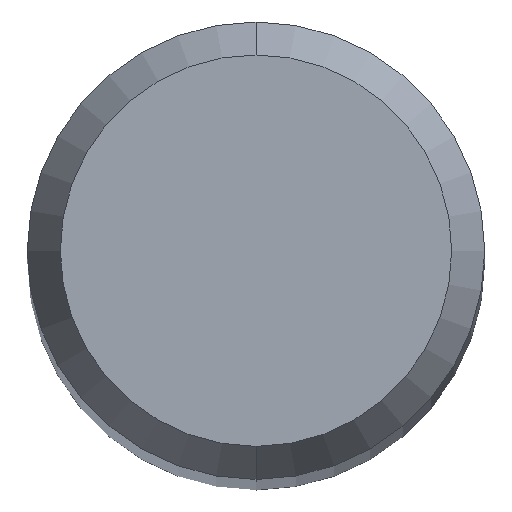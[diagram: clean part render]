
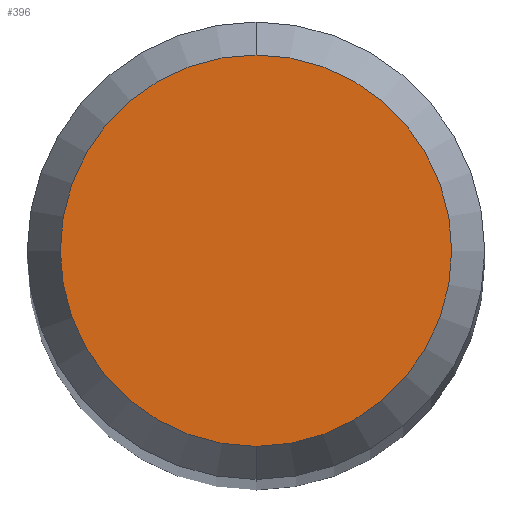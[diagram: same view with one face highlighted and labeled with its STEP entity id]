
A CAD part, top view. The second image highlights one B-rep face of the part: STEP entity #396.
In plain terms, the highlighted planar face has unit normal (0, 0, 1).
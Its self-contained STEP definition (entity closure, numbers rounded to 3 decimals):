
#196=EDGE_CURVE('',#198,#206,#490,.T.);
#198=VERTEX_POINT('',#492);
#206=VERTEX_POINT('',#500);
#332=EDGE_CURVE('',#206,#198,#638,.T.);
#396=ADVANCED_FACE('',(#709),#710,.T.);
#490=CIRCLE('',#858,1.358);
#492=CARTESIAN_POINT('',(0.,-1.358,0.));
#500=CARTESIAN_POINT('',(0.0,1.358,0.));
#638=CIRCLE('',#1134,1.358);
#709=FACE_OUTER_BOUND('',#1286,.T.);
#710=PLANE('',#1287);
#858=AXIS2_PLACEMENT_3D('',#1413,#1414,#1415);
#1134=AXIS2_PLACEMENT_3D('',#1567,#1568,#1569);
#1286=EDGE_LOOP('',(#1638,#1639));
#1287=AXIS2_PLACEMENT_3D('',#1640,#1641,#1642);
#1413=CARTESIAN_POINT('',(0.0,0.0,0.));
#1414=DIRECTION('',(0.0,0.0,-1.0));
#1415=DIRECTION('',(0.0,1.0,0.0));
#1567=CARTESIAN_POINT('',(0.0,0.0,0.));
#1568=DIRECTION('',(0.0,0.0,-1.0));
#1569=DIRECTION('',(0.0,1.0,0.0));
#1638=ORIENTED_EDGE('',*,*,#332,.F.);
#1639=ORIENTED_EDGE('',*,*,#196,.F.);
#1640=CARTESIAN_POINT('',(0.0,0.679,0.));
#1641=DIRECTION('',(-0.0,0.0,1.0));
#1642=DIRECTION('',(0.0,-1.0,0.0));
